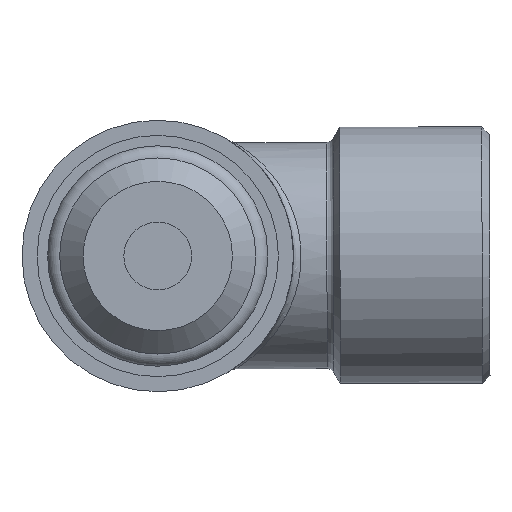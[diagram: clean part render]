
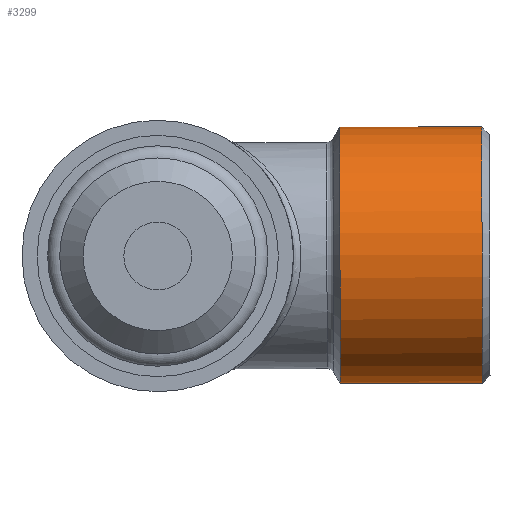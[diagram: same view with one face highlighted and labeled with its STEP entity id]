
A CAD part, front view. The second image highlights one B-rep face of the part: STEP entity #3299.
In plain terms, the highlighted cylindrical face has radius 8.5 mm (diameter 17 mm), a full revolution.
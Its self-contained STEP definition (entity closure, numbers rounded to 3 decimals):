
#2450=CARTESIAN_POINT('',(12.052,17.7,8.536));
#2451=VERTEX_POINT('',#2450);
#2452=CARTESIAN_POINT('',(12.077,17.7,0.036));
#2453=DIRECTION('',(1.,0.,0.003));
#2454=DIRECTION('',(0.003,0.,-1.));
#2455=AXIS2_PLACEMENT_3D('',#2452,#2453,#2454);
#2456=CIRCLE('',#2455,8.5);
#2457=EDGE_CURVE('',#2451,#2451,#2456,.T.);
#3280=CARTESIAN_POINT('',(-1.384,17.7,-0.004));
#3281=DIRECTION('',(-1.,0.,-0.003));
#3282=DIRECTION('',(-0.003,0.,1.));
#3283=AXIS2_PLACEMENT_3D('',#3280,#3281,#3282);
#3284=CYLINDRICAL_SURFACE('',#3283,8.5);
#3285=CARTESIAN_POINT('',(21.475,17.7,8.564));
#3286=VERTEX_POINT('',#3285);
#3287=CARTESIAN_POINT('',(21.5,17.7,0.064));
#3288=DIRECTION('',(-1.,0.,-0.003));
#3289=DIRECTION('',(-0.003,0.,1.));
#3290=AXIS2_PLACEMENT_3D('',#3287,#3288,#3289);
#3291=CIRCLE('',#3290,8.5);
#3292=EDGE_CURVE('',#3286,#3286,#3291,.T.);
#3293=ORIENTED_EDGE('',*,*,#3292,.T.);
#3294=EDGE_LOOP('',(#3293));
#3295=FACE_OUTER_BOUND('',#3294,.T.);
#3296=ORIENTED_EDGE('',*,*,#2457,.T.);
#3297=EDGE_LOOP('',(#3296));
#3298=FACE_BOUND('',#3297,.T.);
#3299=ADVANCED_FACE('',(#3295,#3298),#3284,.T.);
